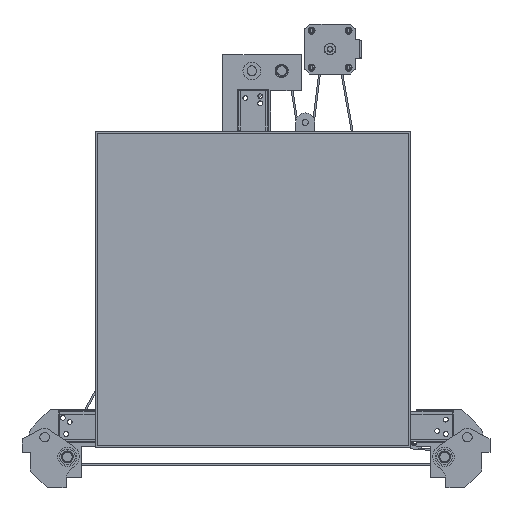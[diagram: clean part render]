
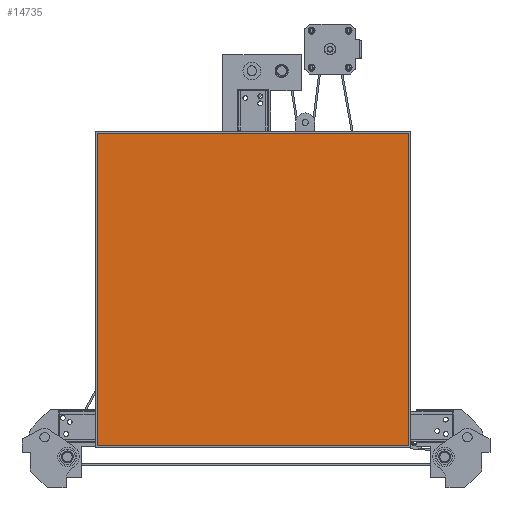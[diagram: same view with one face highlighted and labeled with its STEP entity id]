
A CAD part, top view. The second image highlights one B-rep face of the part: STEP entity #14735.
In plain terms, the highlighted planar face has unit normal (0, 0, 1).
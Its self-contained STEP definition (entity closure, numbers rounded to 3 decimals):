
#1041=LINE('',#22547,#2316);
#1044=LINE('',#22552,#2319);
#1045=LINE('',#22555,#2320);
#1047=LINE('',#22558,#2322);
#2316=VECTOR('',#17955,10.);
#2319=VECTOR('',#17960,10.);
#2320=VECTOR('',#17963,10.);
#2322=VECTOR('',#17967,10.);
#3858=FACE_OUTER_BOUND('',#4730,.T.);
#4730=EDGE_LOOP('',(#10351,#10352,#10353,#10354));
#6561=VERTEX_POINT('',#22544);
#6562=VERTEX_POINT('',#22546);
#6563=VERTEX_POINT('',#22550);
#6564=VERTEX_POINT('',#22554);
#8027=EDGE_CURVE('',#6562,#6561,#1041,.T.);
#8030=EDGE_CURVE('',#6561,#6563,#1044,.T.);
#8031=EDGE_CURVE('',#6564,#6562,#1045,.T.);
#8033=EDGE_CURVE('',#6563,#6564,#1047,.T.);
#10351=ORIENTED_EDGE('',*,*,#8030,.T.);
#10352=ORIENTED_EDGE('',*,*,#8033,.T.);
#10353=ORIENTED_EDGE('',*,*,#8031,.T.);
#10354=ORIENTED_EDGE('',*,*,#8027,.T.);
#14229=PLANE('',#15966);
#14735=ADVANCED_FACE('',(#3858),#14229,.T.);
#15966=AXIS2_PLACEMENT_3D('',#22559,#17968,#17969);
#17955=DIRECTION('',(1.,0.,0.));
#17960=DIRECTION('',(0.,1.,0.));
#17963=DIRECTION('',(0.,-1.,0.));
#17967=DIRECTION('',(-1.,0.,0.));
#17968=DIRECTION('center_axis',(0.,0.,1.));
#17969=DIRECTION('ref_axis',(1.,0.,0.));
#22544=CARTESIAN_POINT('',(130.5,-129.,23.));
#22546=CARTESIAN_POINT('',(-130.5,-129.,23.));
#22547=CARTESIAN_POINT('',(-130.5,-129.,23.));
#22550=CARTESIAN_POINT('',(130.5,133.,23.));
#22552=CARTESIAN_POINT('',(130.5,-129.,23.));
#22554=CARTESIAN_POINT('',(-130.5,133.,23.));
#22555=CARTESIAN_POINT('',(-130.5,133.,23.));
#22558=CARTESIAN_POINT('',(130.5,133.,23.));
#22559=CARTESIAN_POINT('Origin',(0.,2.,23.));
